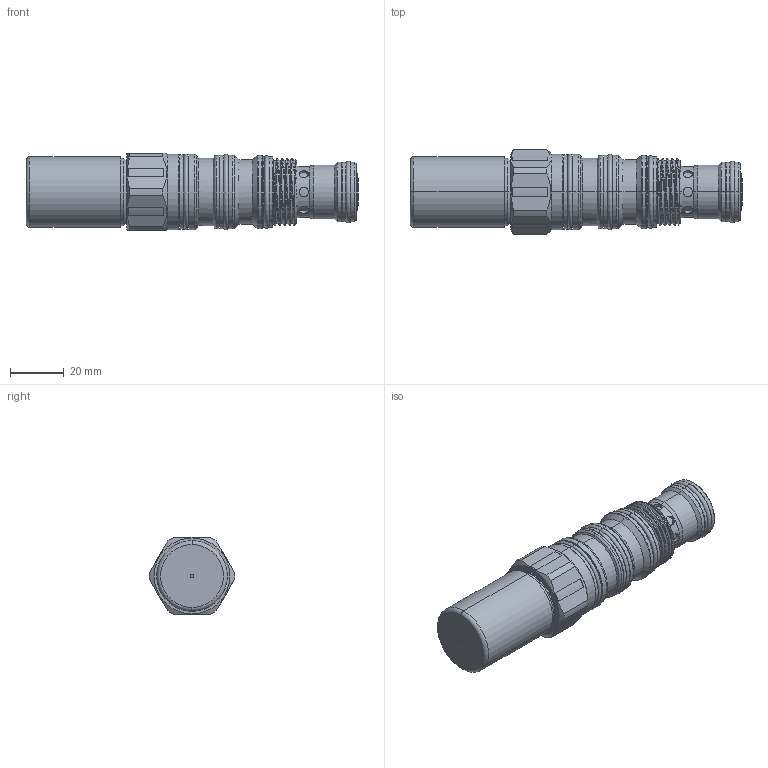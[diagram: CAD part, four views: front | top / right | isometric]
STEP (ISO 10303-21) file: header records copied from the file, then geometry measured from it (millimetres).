
FILE_DESCRIPTION (( 'STEP AP203' ), '1' );
FILE_NAME ('CWA22A4D-C.STEP', '2024-05-22T01:44:16', ( '' ), ( '' ), 'SwSTEP 2.0', 'SolidWorks 2018', '' );
FILE_SCHEMA (( 'CONFIG_CONTROL_DESIGN' ));
Length unit declared in the file: millimetre
Products named in the file (1): CWA22A4D-C
Bounding box: 123.2 x 31.59 x 28.77 mm (x, y, z)
Volume: 63070.4 mm3; surface area: 14085.9 mm2
Topology: 1 solids, 1 shells, 263 faces, 578 edges, 358 vertices
Faces by surface type: cylinder 147, plane 50, cone 40, torus 24, bspline 2
Entity records: 9396 total; most frequent: CARTESIAN_POINT 3601, DIRECTION 1234, ORIENTED_EDGE 1156, EDGE_CURVE 578, AXIS2_PLACEMENT_3D 518, VERTEX_POINT 358, EDGE_LOOP 304, ADVANCED_FACE 263
